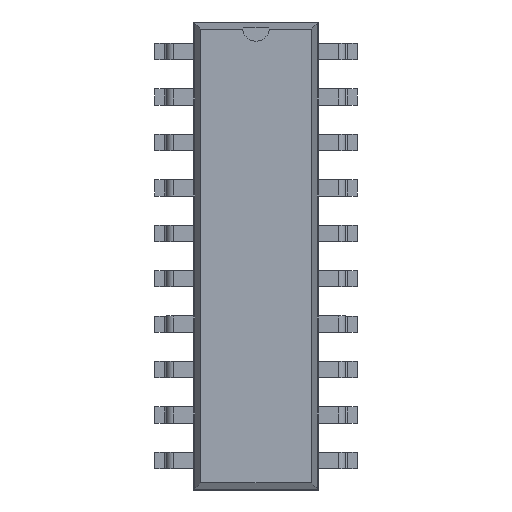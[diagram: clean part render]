
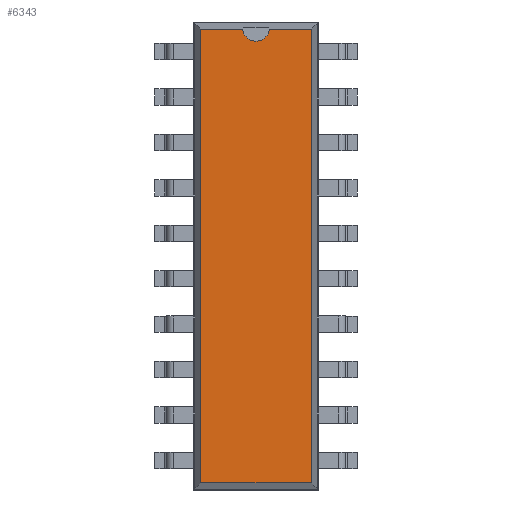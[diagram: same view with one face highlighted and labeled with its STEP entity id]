
A CAD part, top view. The second image highlights one B-rep face of the part: STEP entity #6343.
In plain terms, the highlighted planar face has unit normal (0, 0, 1).
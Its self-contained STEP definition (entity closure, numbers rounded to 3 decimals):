
#26=VECTOR('',#27,1.);
#27=DIRECTION('',(0.,1.,0.));
#33=VECTOR('',#34,1.);
#34=DIRECTION('',(-1.,0.,0.));
#40=VECTOR('',#41,1.);
#41=DIRECTION('',(0.,-1.,0.));
#45=VECTOR('',#46,1.);
#46=DIRECTION('',(1.,0.,0.));
#49=DIRECTION('',(0.,0.,-1.));
#1239=DIRECTION('',(0.,0.,-1.));
#4261=VERTEX_POINT('',#4262);
#4262=CARTESIAN_POINT('',(3.101,12.682,3.68));
#4264=ORIENTED_EDGE('',*,*,#4265,.F.);
#4265=EDGE_CURVE('',#4266,#4261,#4268,.T.);
#4266=VERTEX_POINT('',#4267);
#4267=CARTESIAN_POINT('',(3.101,-12.682,3.68));
#4268=LINE('',#4267,#26);
#5267=VERTEX_POINT('',#5268);
#5268=CARTESIAN_POINT('',(-3.101,12.682,3.68));
#5270=ORIENTED_EDGE('',*,*,#5271,.F.);
#5271=EDGE_CURVE('',#5272,#5267,#5274,.T.);
#5272=VERTEX_POINT('',#5273);
#5273=CARTESIAN_POINT('',(-0.746,12.682,3.68));
#5274=LINE('',#4262,#33);
#5293=VERTEX_POINT('',#5294);
#5294=CARTESIAN_POINT('',(0.746,12.682,3.68));
#5300=ORIENTED_EDGE('',*,*,#5301,.F.);
#5301=EDGE_CURVE('',#4261,#5293,#5274,.T.);
#5339=VERTEX_POINT('',#5340);
#5340=CARTESIAN_POINT('',(-3.101,-12.682,3.68));
#5342=ORIENTED_EDGE('',*,*,#5343,.F.);
#5343=EDGE_CURVE('',#5267,#5339,#5344,.T.);
#5344=LINE('',#5268,#40);
#6338=ORIENTED_EDGE('',*,*,#6339,.F.);
#6339=EDGE_CURVE('',#5339,#4266,#6340,.T.);
#6340=LINE('',#5340,#45);
#6343=ADVANCED_FACE('',(#6344),#6355,.F.);
#6344=FACE_BOUND('',#6345,.F.);
#6345=EDGE_LOOP('',(#4264,#6338,#5342,#5270,#6346,#6353,#5300));
#6346=ORIENTED_EDGE('',*,*,#6347,.F.);
#6347=EDGE_CURVE('',#6348,#5272,#6350,.T.);
#6348=VERTEX_POINT('',#6349);
#6349=CARTESIAN_POINT('',(0.,12.007,3.68));
#6350=CIRCLE('',#6351,0.75);
#6351=AXIS2_PLACEMENT_3D('',#6352,#1239,#41);
#6352=CARTESIAN_POINT('',(0.,12.757,3.68));
#6353=ORIENTED_EDGE('',*,*,#6354,.F.);
#6354=EDGE_CURVE('',#5293,#6348,#6350,.T.);
#6355=PLANE('',#6356);
#6356=AXIS2_PLACEMENT_3D('',#4267,#49,#6357);
#6357=DIRECTION('',(-0.238,0.971,0.));
